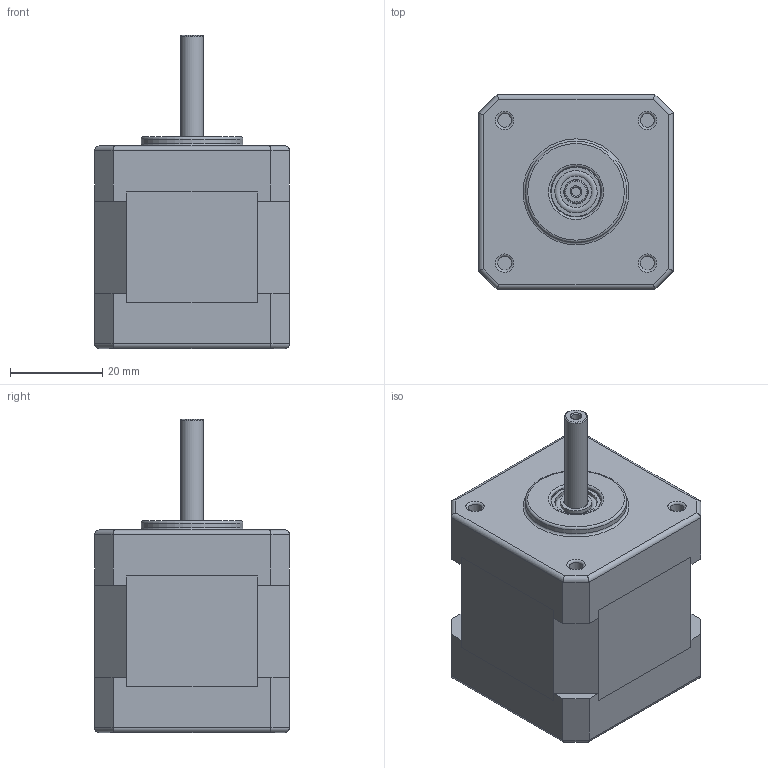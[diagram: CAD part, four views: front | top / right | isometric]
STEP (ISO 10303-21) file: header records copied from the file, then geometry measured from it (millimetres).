
FILE_DESCRIPTION(('HOOPS Exchange Step'),'2;1');
FILE_NAME('NEMA 17 with T5 Pulley.step','2019-02-19T19:10:52+00:00',('SYSTEM'),('Unknown organisation'),'HOOPS Exchange 10.0','HOOPS Exchange','Unknown authorisation');
FILE_SCHEMA( ('AP203_CONFIGURATION_CONTROLLED_3D_DESIGN_OF_MECHANICAL_PARTS_AND_ASSEMBLIES_MIM_LF') );
Length unit declared in the file: millimetre
Products named in the file (8): Base-1; Cuerpo-1; Tapa-1; pan cross head_am-3; Eje-1; instrument ball bearing_68_am-2; Predeterminado; NEMA 17 with T5 Pulley
Assembly tree (8 placements, depth 3):
  NEMA 17 with T5 Pulley
    Predeterminado
      Base-1
      Cuerpo-1
      Tapa-1
      pan cross head_am-3
      Eje-1
      instrument ball bearing_68_am-2  x2
Bounding box: 42.3 x 42.3 x 68 mm (x, y, z)
Volume: 76420.1 mm3; surface area: 20682.7 mm2
Topology: 7 solids, 7 shells, 165 faces, 360 edges, 226 vertices
Faces by surface type: plane 83, cylinder 49, torus 32, sphere 1
Full cylindrical faces by diameter (mm): 2 x1, 3 x9, 5 x5, 5.6 x1, 6.2 x4, 6.8 x4, 9.2 x4, 11 x4, 22 x1
Entity records: 4352 total; most frequent: DIRECTION 807, CARTESIAN_POINT 699, ORIENTED_EDGE 656, EDGE_CURVE 328, AXIS2_PLACEMENT_3D 314, VERTEX_POINT 206, VECTOR 179, LINE 179
